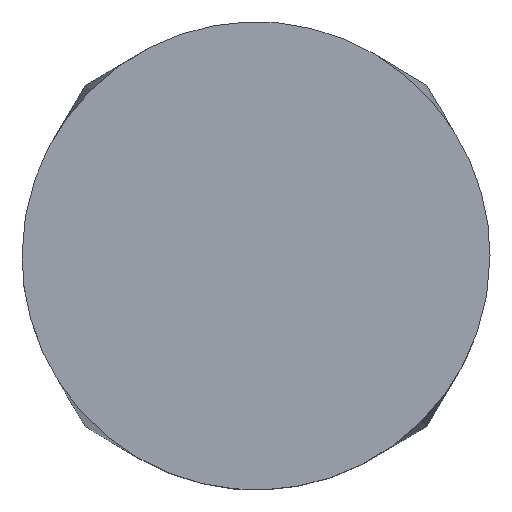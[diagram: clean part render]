
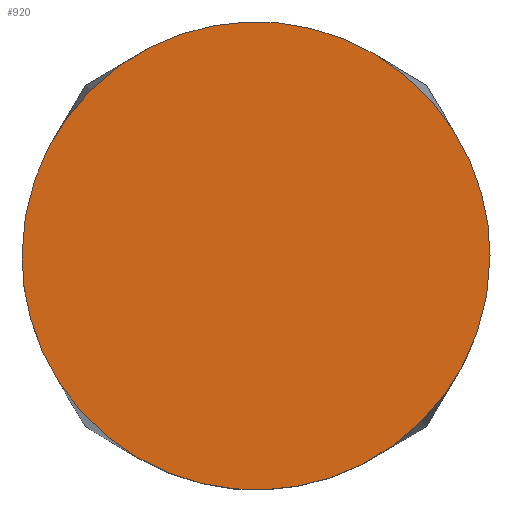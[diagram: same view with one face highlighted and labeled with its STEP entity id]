
A CAD part, top view. The second image highlights one B-rep face of the part: STEP entity #920.
In plain terms, the highlighted free-form (B-spline) face has degree [1, 1] with [2, 2] control points.
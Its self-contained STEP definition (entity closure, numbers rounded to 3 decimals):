
#870=CARTESIAN_POINT('',(-3.873,0.0,58.));
#871=VERTEX_POINT('',#870);
#872=CARTESIAN_POINT('',(3.873,0.0,58.));
#873=VERTEX_POINT('',#872);
#874=CARTESIAN_POINT('',(-3.873,0.0,58.));
#875=CARTESIAN_POINT('',(-3.873,3.873,58.));
#876=CARTESIAN_POINT('',(0.0,3.873,58.));
#877=CARTESIAN_POINT('',(3.873,3.873,58.));
#878=CARTESIAN_POINT('',(3.873,0.0,58.));
#886=(BOUNDED_CURVE()B_SPLINE_CURVE(2,(#874,#875,#876,#877,#878),.UNSPECIFIED.,.F.,.U.)B_SPLINE_CURVE_WITH_KNOTS((3,2,3),(0.0,0.25,0.5),.UNSPECIFIED.)CURVE()GEOMETRIC_REPRESENTATION_ITEM()RATIONAL_B_SPLINE_CURVE((1.0,0.707,1.0,0.707,1.0))REPRESENTATION_ITEM(''));
#887=EDGE_CURVE('',#871,#873,#886,.T.);
#889=CARTESIAN_POINT('',(3.873,0.0,58.));
#890=CARTESIAN_POINT('',(3.873,-3.873,58.));
#891=CARTESIAN_POINT('',(0.0,-3.873,58.));
#892=CARTESIAN_POINT('',(-3.873,-3.873,58.));
#893=CARTESIAN_POINT('',(-3.873,0.0,58.));
#901=(BOUNDED_CURVE()B_SPLINE_CURVE(2,(#889,#890,#891,#892,#893),.UNSPECIFIED.,.F.,.U.)B_SPLINE_CURVE_WITH_KNOTS((3,2,3),(0.5,0.75,1.0),.UNSPECIFIED.)CURVE()GEOMETRIC_REPRESENTATION_ITEM()RATIONAL_B_SPLINE_CURVE((1.0,0.707,1.0,0.707,1.0))REPRESENTATION_ITEM(''));
#902=EDGE_CURVE('',#873,#871,#901,.T.);
#911=CARTESIAN_POINT('',(4.26,-4.26,58.));
#912=CARTESIAN_POINT('',(-4.26,-4.26,58.));
#913=CARTESIAN_POINT('',(4.26,4.26,58.));
#914=CARTESIAN_POINT('',(-4.26,4.26,58.));
#915=B_SPLINE_SURFACE_WITH_KNOTS('',1,1,((#911,#913),(#912,#914)),.UNSPECIFIED.,.F.,.F.,.U.,(2,2),(2,2),(0.0,8.52),(0.0,8.52),.UNSPECIFIED.);
#916=ORIENTED_EDGE('',*,*,#902,.F.);
#917=ORIENTED_EDGE('',*,*,#887,.F.);
#918=EDGE_LOOP('',(#916,#917));
#919=FACE_OUTER_BOUND('',#918,.T.);
#920=ADVANCED_FACE('',(#919),#915,.F.);
